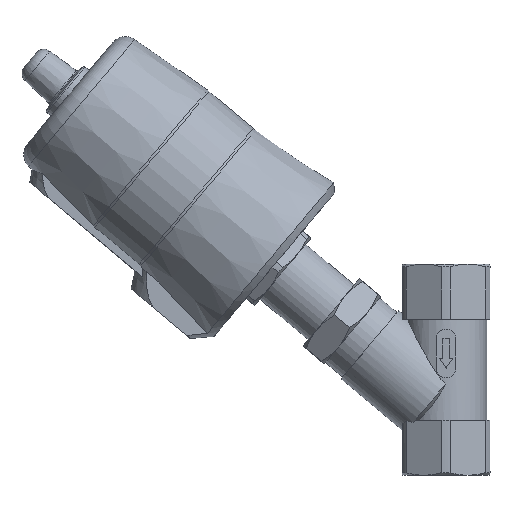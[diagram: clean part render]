
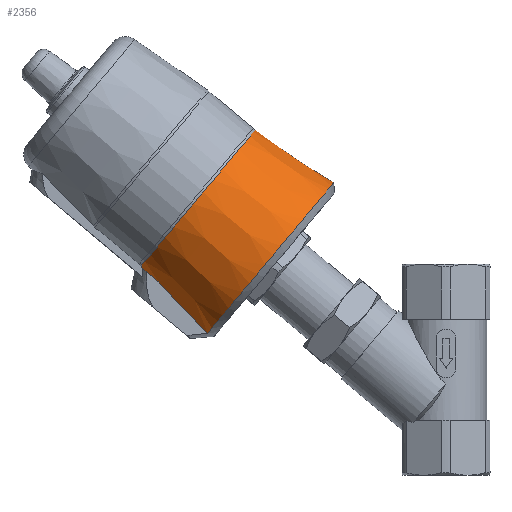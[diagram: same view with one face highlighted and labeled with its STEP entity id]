
A CAD part, left-side view. The second image highlights one B-rep face of the part: STEP entity #2356.
In plain terms, the highlighted conical face has half-angle 5.9 degrees and reference radius 28.042 mm.
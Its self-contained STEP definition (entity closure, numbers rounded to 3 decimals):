
#60=CONICAL_SURFACE('',#2592,28.042,0.103);
#367=B_SPLINE_CURVE_WITH_KNOTS('',3,(#3795,#3796,#3797,#3798,#3799,#3800,
#3801,#3802,#3803,#3804,#3805,#3806,#3807,#3808,#3809,#3810,#3811,#3812,
#3813,#3814,#3815,#3816,#3817,#3818,#3819,#3820,#3821,#3822,#3823,#3824,
#3825,#3826,#3827,#3828,#3829,#3830,#3831,#3832,#3833,#3834,#3835),
 .UNSPECIFIED.,.F.,.F.,(4,1,1,1,1,1,1,1,1,1,1,1,1,1,1,1,1,1,1,1,1,1,1,1,
1,1,1,1,1,1,1,1,1,1,1,1,1,1,4),(0.107,0.118,0.124,
0.127,0.129,0.132,0.135,
0.137,0.14,0.143,0.146,
0.151,0.154,0.157,0.162,
0.165,0.167,0.173,0.178,
0.184,0.189,0.195,0.2,
0.206,0.211,0.216,0.222,
0.227,0.233,0.238,0.244,
0.249,0.255,0.26,0.265,
0.268,0.271,0.276,0.282),
 .UNSPECIFIED.);
#377=B_SPLINE_CURVE_WITH_KNOTS('',3,(#3947,#3948,#3949,#3950),
 .UNSPECIFIED.,.F.,.F.,(4,4),(0.054,0.057),
 .UNSPECIFIED.);
#380=B_SPLINE_CURVE_WITH_KNOTS('',3,(#3964,#3965,#3966,#3967),
 .UNSPECIFIED.,.F.,.F.,(4,4),(0.054,0.057),
 .UNSPECIFIED.);
#382=B_SPLINE_CURVE_WITH_KNOTS('',3,(#3976,#3977,#3978,#3979),
 .UNSPECIFIED.,.F.,.F.,(4,4),(0.,0.005),
 .UNSPECIFIED.);
#383=B_SPLINE_CURVE_WITH_KNOTS('',3,(#3985,#3986,#3987,#3988),
 .UNSPECIFIED.,.F.,.F.,(4,4),(0.037,0.042),
 .UNSPECIFIED.);
#386=B_SPLINE_CURVE_WITH_KNOTS('',3,(#4017,#4018,#4019,#4020),
 .UNSPECIFIED.,.F.,.F.,(4,4),(0.004,0.026),
 .UNSPECIFIED.);
#387=B_SPLINE_CURVE_WITH_KNOTS('',3,(#4022,#4023,#4024,#4025),
 .UNSPECIFIED.,.F.,.F.,(4,4),(0.004,0.026),
 .UNSPECIFIED.);
#740=ORIENTED_EDGE('',*,*,#1352,.T.);
#741=ORIENTED_EDGE('',*,*,#1298,.T.);
#742=ORIENTED_EDGE('',*,*,#1353,.F.);
#743=ORIENTED_EDGE('',*,*,#1340,.T.);
#744=ORIENTED_EDGE('',*,*,#1337,.F.);
#745=ORIENTED_EDGE('',*,*,#1336,.T.);
#746=ORIENTED_EDGE('',*,*,#1333,.T.);
#747=ORIENTED_EDGE('',*,*,#1343,.T.);
#1298=EDGE_CURVE('',#1621,#1620,#367,.T.);
#1333=EDGE_CURVE('',#1649,#1648,#377,.T.);
#1336=EDGE_CURVE('',#1650,#1649,#1832,.T.);
#1337=EDGE_CURVE('',#1650,#1651,#380,.T.);
#1340=EDGE_CURVE('',#1653,#1651,#382,.T.);
#1343=EDGE_CURVE('',#1648,#1655,#383,.T.);
#1352=EDGE_CURVE('',#1655,#1621,#386,.T.);
#1353=EDGE_CURVE('',#1653,#1620,#387,.T.);
#1620=VERTEX_POINT('',#3794);
#1621=VERTEX_POINT('',#3836);
#1648=VERTEX_POINT('',#3946);
#1649=VERTEX_POINT('',#3951);
#1650=VERTEX_POINT('',#3961);
#1651=VERTEX_POINT('',#3968);
#1653=VERTEX_POINT('',#3980);
#1655=VERTEX_POINT('',#3989);
#1832=CIRCLE('',#2580,28.042);
#1964=EDGE_LOOP('',(#740,#741,#742,#743,#744,#745,#746,#747));
#2154=FACE_BOUND('',#1964,.T.);
#2356=ADVANCED_FACE('',(#2154),#60,.T.);
#2580=AXIS2_PLACEMENT_3D('',#3962,#3007,#3008);
#2592=AXIS2_PLACEMENT_3D('',#4026,#3036,#3037);
#3007=DIRECTION('',(0.643,-0.766,0.));
#3008=DIRECTION('',(0.766,0.643,0.));
#3036=DIRECTION('',(0.643,-0.766,0.));
#3037=DIRECTION('',(0.766,0.643,0.));
#3794=CARTESIAN_POINT('',(-43.738,73.425,10.));
#3795=CARTESIAN_POINT('',(-43.738,73.425,-10.));
#3796=CARTESIAN_POINT('',(-44.632,72.675,-13.428));
#3797=CARTESIAN_POINT('',(-46.694,70.945,-18.303));
#3798=CARTESIAN_POINT('',(-50.074,68.109,-22.878));
#3799=CARTESIAN_POINT('',(-52.276,66.261,-25.162));
#3800=CARTESIAN_POINT('',(-54.012,64.804,-26.656));
#3801=CARTESIAN_POINT('',(-55.841,63.27,-27.949));
#3802=CARTESIAN_POINT('',(-57.772,61.649,-29.039));
#3803=CARTESIAN_POINT('',(-59.767,59.976,-29.901));
#3804=CARTESIAN_POINT('',(-61.791,58.277,-30.524));
#3805=CARTESIAN_POINT('',(-63.85,56.55,-30.916));
#3806=CARTESIAN_POINT('',(-66.659,54.193,-31.123));
#3807=CARTESIAN_POINT('',(-69.436,51.863,-30.844));
#3808=CARTESIAN_POINT('',(-72.153,49.583,-30.101));
#3809=CARTESIAN_POINT('',(-74.848,47.321,-29.03));
#3810=CARTESIAN_POINT('',(-77.375,45.202,-27.525));
#3811=CARTESIAN_POINT('',(-79.733,43.222,-25.602));
#3812=CARTESIAN_POINT('',(-81.982,41.336,-23.383));
#3813=CARTESIAN_POINT('',(-84.443,39.271,-20.213));
#3814=CARTESIAN_POINT('',(-86.891,37.217,-15.702));
#3815=CARTESIAN_POINT('',(-88.662,35.73,-10.792));
#3816=CARTESIAN_POINT('',(-89.771,34.8,-5.469));
#3817=CARTESIAN_POINT('',(-90.139,34.492,0.007));
#3818=CARTESIAN_POINT('',(-89.772,34.799,5.46));
#3819=CARTESIAN_POINT('',(-88.664,35.729,10.787));
#3820=CARTESIAN_POINT('',(-86.893,37.215,15.698));
#3821=CARTESIAN_POINT('',(-84.446,39.268,20.209));
#3822=CARTESIAN_POINT('',(-81.49,41.749,24.019));
#3823=CARTESIAN_POINT('',(-78.001,44.676,27.156));
#3824=CARTESIAN_POINT('',(-74.221,47.848,29.404));
#3825=CARTESIAN_POINT('',(-70.118,51.291,30.781));
#3826=CARTESIAN_POINT('',(-65.975,54.767,31.191));
#3827=CARTESIAN_POINT('',(-61.762,58.302,30.64));
#3828=CARTESIAN_POINT('',(-57.761,61.659,29.162));
#3829=CARTESIAN_POINT('',(-53.953,64.854,26.751));
#3830=CARTESIAN_POINT('',(-51.152,67.204,24.1));
#3831=CARTESIAN_POINT('',(-49.107,68.921,21.567));
#3832=CARTESIAN_POINT('',(-47.27,70.462,18.85));
#3833=CARTESIAN_POINT('',(-45.322,72.096,15.076));
#3834=CARTESIAN_POINT('',(-44.185,73.05,11.713));
#3835=CARTESIAN_POINT('',(-43.738,73.425,10.));
#3836=CARTESIAN_POINT('',(-43.738,73.425,-10.));
#3946=CARTESIAN_POINT('',(-62.517,92.106,-8.5));
#3947=CARTESIAN_POINT('',(-64.375,93.888,-8.5));
#3948=CARTESIAN_POINT('',(-63.755,93.294,-8.5));
#3949=CARTESIAN_POINT('',(-63.136,92.7,-8.5));
#3950=CARTESIAN_POINT('',(-62.517,92.106,-8.5));
#3951=CARTESIAN_POINT('',(-64.375,93.888,-8.5));
#3961=CARTESIAN_POINT('',(-64.375,93.888,8.5));
#3962=CARTESIAN_POINT('',(-84.846,76.711,0.));
#3964=CARTESIAN_POINT('',(-64.375,93.888,8.5));
#3965=CARTESIAN_POINT('',(-63.755,93.294,8.5));
#3966=CARTESIAN_POINT('',(-63.136,92.7,8.5));
#3967=CARTESIAN_POINT('',(-62.517,92.106,8.5));
#3968=CARTESIAN_POINT('',(-62.517,92.106,8.5));
#3976=CARTESIAN_POINT('',(-59.494,88.504,10.));
#3977=CARTESIAN_POINT('',(-60.509,89.713,9.53));
#3978=CARTESIAN_POINT('',(-61.518,90.915,9.035));
#3979=CARTESIAN_POINT('',(-62.517,92.106,8.5));
#3980=CARTESIAN_POINT('',(-59.494,88.504,10.));
#3985=CARTESIAN_POINT('',(-62.517,92.106,-8.5));
#3986=CARTESIAN_POINT('',(-61.517,90.914,-9.035));
#3987=CARTESIAN_POINT('',(-60.508,89.712,-9.531));
#3988=CARTESIAN_POINT('',(-59.494,88.504,-10.));
#3989=CARTESIAN_POINT('',(-59.494,88.504,-10.));
#4017=CARTESIAN_POINT('',(-59.494,88.504,-10.));
#4018=CARTESIAN_POINT('',(-54.24,83.48,-10.));
#4019=CARTESIAN_POINT('',(-48.988,78.454,-10.));
#4020=CARTESIAN_POINT('',(-43.738,73.425,-10.));
#4022=CARTESIAN_POINT('',(-59.494,88.504,10.));
#4023=CARTESIAN_POINT('',(-54.24,83.48,10.));
#4024=CARTESIAN_POINT('',(-48.988,78.454,10.));
#4025=CARTESIAN_POINT('',(-43.738,73.425,10.));
#4026=CARTESIAN_POINT('',(-84.846,76.711,0.));
